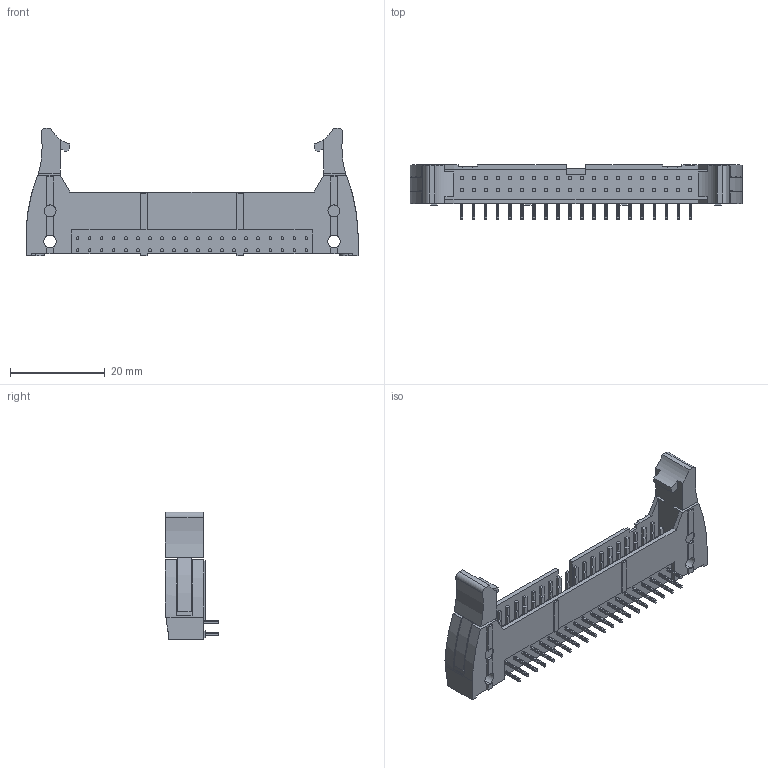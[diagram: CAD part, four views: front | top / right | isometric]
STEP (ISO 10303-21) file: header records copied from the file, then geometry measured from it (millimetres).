
FILE_DESCRIPTION(/* description */ ('OSMC1.0 IGES FILE using analytic representation for surfaces '),/* implementation_level */ '2;1');
FILE_NAME(/* name */ 'XG4A_4034.stp',/* time_stamp */ '2020-05-28T12:59:36-04:00',/* author */ ('Keven'),/* organization */ (''),/* preprocessor_version */ 'ST-DEVELOPER v17',/* originating_system */ 'Autodesk Inventor 2019',/* authorisation */ '');
FILE_SCHEMA (('AUTOMOTIVE_DESIGN { 1 0 10303 214 3 1 1 }'));
Length unit declared in the file: millimetre
Products named in the file (1): XG4A_4034
Bounding box: 70.1 x 11.4 x 27 mm (x, y, z)
Surface area: 5871.5 mm2 (no closed solid volume)
Topology: 0 solids, 752 shells, 752 faces, 3942 edges, 3942 vertices
Faces by surface type: plane 721, cylinder 31
Entity records: 40001 total; most frequent: CARTESIAN_POINT 8637, DIRECTION 5610, VERTEX_POINT 3942, EDGE_CURVE 3942, ORIENTED_EDGE 3942, LINE 3780, VECTOR 3780, AXIS2_PLACEMENT_3D 915
